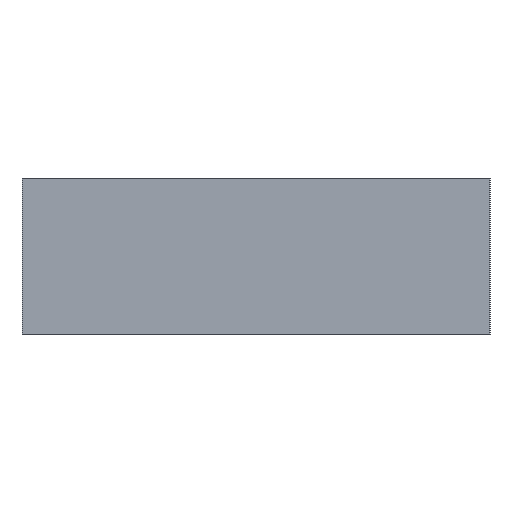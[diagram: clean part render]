
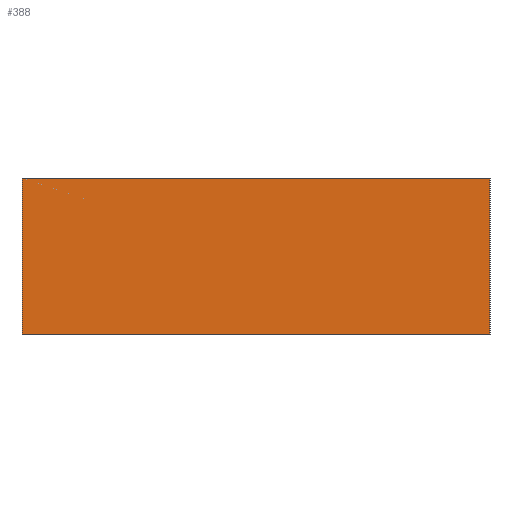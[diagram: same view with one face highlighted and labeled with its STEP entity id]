
A CAD part, left-side view. The second image highlights one B-rep face of the part: STEP entity #388.
In plain terms, the highlighted planar face has unit normal (-1, 0, 0).
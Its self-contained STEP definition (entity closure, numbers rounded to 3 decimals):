
#332=CARTESIAN_POINT('',(-12.5,7.5,0.));
#333=VERTEX_POINT('',#332);
#340=CARTESIAN_POINT('',(-12.5,7.5,5.));
#341=VERTEX_POINT('',#340);
#342=CARTESIAN_POINT('',(-12.5,7.5,5.));
#343=DIRECTION('',(0.,0.,-1.));
#344=VECTOR('',#343,5.);
#345=LINE('',#342,#344);
#346=EDGE_CURVE('',#341,#333,#345,.T.);
#358=CARTESIAN_POINT('',(-12.5,0.,5.));
#359=DIRECTION('',(-1.,0.,0.));
#360=DIRECTION('',(0.,0.,1.));
#361=AXIS2_PLACEMENT_3D('',#358,#359,#360);
#362=PLANE('',#361);
#363=CARTESIAN_POINT('',(-12.5,-7.5,0.));
#364=VERTEX_POINT('',#363);
#365=CARTESIAN_POINT('',(-12.5,-7.5,0.));
#366=DIRECTION('',(0.,1.,0.));
#367=VECTOR('',#366,15.);
#368=LINE('',#365,#367);
#369=EDGE_CURVE('',#364,#333,#368,.T.);
#370=ORIENTED_EDGE('',*,*,#369,.F.);
#371=CARTESIAN_POINT('',(-12.5,-7.5,5.));
#372=VERTEX_POINT('',#371);
#373=CARTESIAN_POINT('',(-12.5,-7.5,5.));
#374=DIRECTION('',(0.,0.,-1.));
#375=VECTOR('',#374,5.);
#376=LINE('',#373,#375);
#377=EDGE_CURVE('',#372,#364,#376,.T.);
#378=ORIENTED_EDGE('',*,*,#377,.F.);
#379=CARTESIAN_POINT('',(-12.5,-7.5,5.));
#380=DIRECTION('',(0.,1.,0.));
#381=VECTOR('',#380,15.);
#382=LINE('',#379,#381);
#383=EDGE_CURVE('',#372,#341,#382,.T.);
#384=ORIENTED_EDGE('',*,*,#383,.T.);
#385=ORIENTED_EDGE('',*,*,#346,.T.);
#386=EDGE_LOOP('',(#370,#378,#384,#385));
#387=FACE_BOUND('',#386,.T.);
#388=ADVANCED_FACE('',(#387),#362,.T.);
